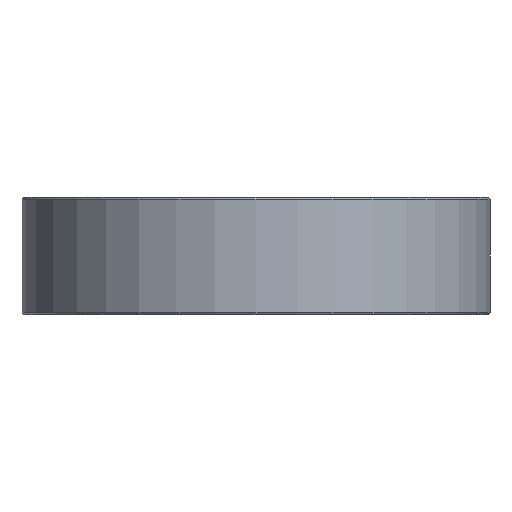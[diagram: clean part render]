
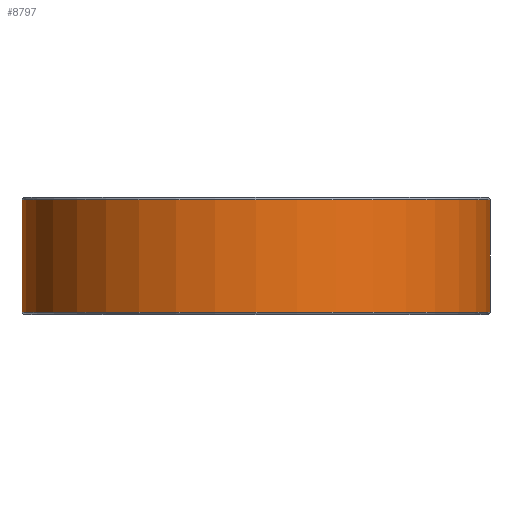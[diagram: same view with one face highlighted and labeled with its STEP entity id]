
A CAD part, front view. The second image highlights one B-rep face of the part: STEP entity #8797.
In plain terms, the highlighted cylindrical face has radius 200 mm (diameter 400 mm), a partial arc.
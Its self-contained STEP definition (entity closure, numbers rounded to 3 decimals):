
#605 = DIRECTION ( 'NONE',  ( 1., 0., 0. ) ) ;
#689 = ORIENTED_EDGE ( 'NONE', *, *, #22856, .T. ) ;
#2380 = VERTEX_POINT ( 'NONE', #22992 ) ;
#2899 = CARTESIAN_POINT ( 'NONE',  ( 200., 0., -6.913 ) ) ;
#3346 = CIRCLE ( 'NONE', #11819, 200. ) ;
#3895 = VECTOR ( 'NONE', #12188, 1000. ) ;
#4292 = CYLINDRICAL_SURFACE ( 'NONE', #10301, 200. ) ;
#4447 = LINE ( 'NONE', #2899, #3895 ) ;
#5595 = AXIS2_PLACEMENT_3D ( 'NONE', #15830, #22942, #605 ) ;
#5961 = CARTESIAN_POINT ( 'NONE',  ( -200., 0., 48. ) ) ;
#6914 = CARTESIAN_POINT ( 'NONE',  ( -200., 0., -6.913 ) ) ;
#8705 = VERTEX_POINT ( 'NONE', #12515 ) ;
#8797 = ADVANCED_FACE ( 'NONE', ( #11290 ), #4292, .T. ) ;
#8870 = VERTEX_POINT ( 'NONE', #5961 ) ;
#9089 = LINE ( 'NONE', #6914, #22795 ) ;
#10301 = AXIS2_PLACEMENT_3D ( 'NONE', #22878, #18751, #17071 ) ;
#10781 = DIRECTION ( 'NONE',  ( -1., 0., 0. ) ) ;
#11290 = FACE_OUTER_BOUND ( 'NONE', #19006, .T. ) ;
#11819 = AXIS2_PLACEMENT_3D ( 'NONE', #16221, #22003, #10781 ) ;
#12188 = DIRECTION ( 'NONE',  ( 0., 0., -1. ) ) ;
#12515 = CARTESIAN_POINT ( 'NONE',  ( 200., 0., -48. ) ) ;
#12563 = VERTEX_POINT ( 'NONE', #12981 ) ;
#12981 = CARTESIAN_POINT ( 'NONE',  ( -200., 0., -48. ) ) ;
#15455 = EDGE_CURVE ( 'NONE', #8870, #12563, #9089, .T. ) ;
#15508 = ORIENTED_EDGE ( 'NONE', *, *, #19242, .F. ) ;
#15830 = CARTESIAN_POINT ( 'NONE',  ( 0., 0., -48. ) ) ;
#16221 = CARTESIAN_POINT ( 'NONE',  ( 0., 0., 48. ) ) ;
#17071 = DIRECTION ( 'NONE',  ( -1., 0., 0. ) ) ;
#18751 = DIRECTION ( 'NONE',  ( 0., 0., -1. ) ) ;
#19006 = EDGE_LOOP ( 'NONE', ( #15508, #689, #22358, #22131 ) ) ;
#19242 = EDGE_CURVE ( 'NONE', #2380, #8705, #4447, .T. ) ;
#21400 = CIRCLE ( 'NONE', #5595, 200. ) ;
#21412 = DIRECTION ( 'NONE',  ( 0., 0., -1. ) ) ;
#21645 = EDGE_CURVE ( 'NONE', #12563, #8705, #21400, .T. ) ;
#22003 = DIRECTION ( 'NONE',  ( 0., 0., -1. ) ) ;
#22131 = ORIENTED_EDGE ( 'NONE', *, *, #21645, .T. ) ;
#22358 = ORIENTED_EDGE ( 'NONE', *, *, #15455, .T. ) ;
#22795 = VECTOR ( 'NONE', #21412, 1000. ) ;
#22856 = EDGE_CURVE ( 'NONE', #2380, #8870, #3346, .T. ) ;
#22878 = CARTESIAN_POINT ( 'NONE',  ( 0., 0., -6.913 ) ) ;
#22942 = DIRECTION ( 'NONE',  ( 0., 0., 1. ) ) ;
#22992 = CARTESIAN_POINT ( 'NONE',  ( 200., 0., 48. ) ) ;
